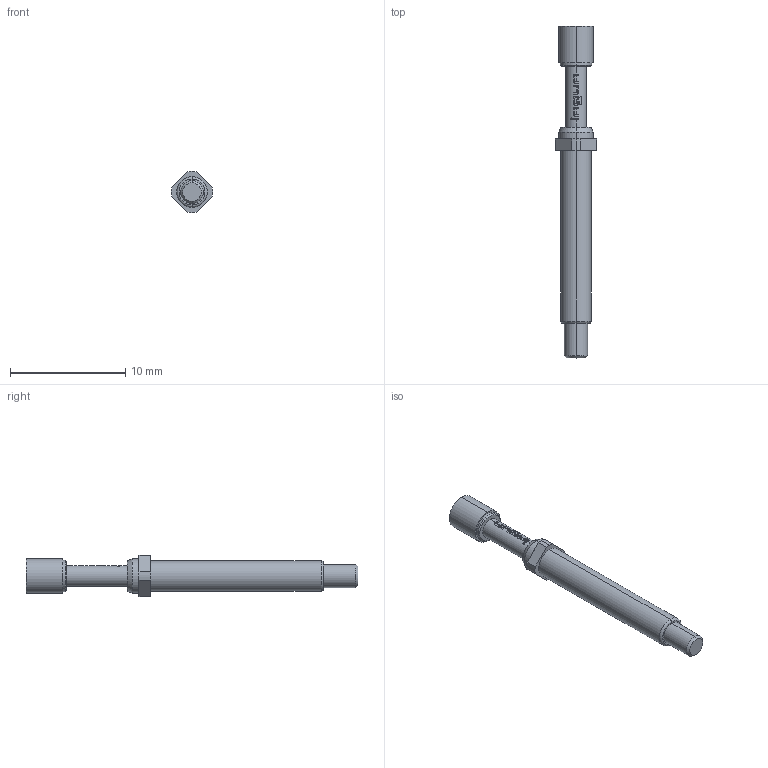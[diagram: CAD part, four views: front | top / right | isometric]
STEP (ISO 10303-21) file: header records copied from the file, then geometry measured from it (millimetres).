
FILE_DESCRIPTION (( 'STEP AP203' ), '1' );
FILE_NAME ('INGUN_HSS-120_353_300_S_xx02_M.STEP', '2022-02-03T13:04:01', ( 'ochi' ), ( '' ), 'SwSTEP 2.0', 'SolidWorks 2018', '' );
FILE_SCHEMA (( 'CONFIG_CONTROL_DESIGN' ));
Length unit declared in the file: millimetre
Products named in the file (1): INGUN_HSS-120_353_300_S_xx02_M
Bounding box: 3.59 x 28.8 x 3.6 mm (x, y, z)
Volume: 141.3 mm3; surface area: 253.4 mm2
Topology: 1 solids, 1 shells, 115 faces, 308 edges, 202 vertices
Faces by surface type: plane 52, cylinder 29, bspline 22, cone 10, torus 2
Entity records: 3973 total; most frequent: CARTESIAN_POINT 1146, ORIENTED_EDGE 616, DIRECTION 522, EDGE_CURVE 308, AXIS2_PLACEMENT_3D 206, VERTEX_POINT 202, EDGE_LOOP 122, FACE_OUTER_BOUND 115
